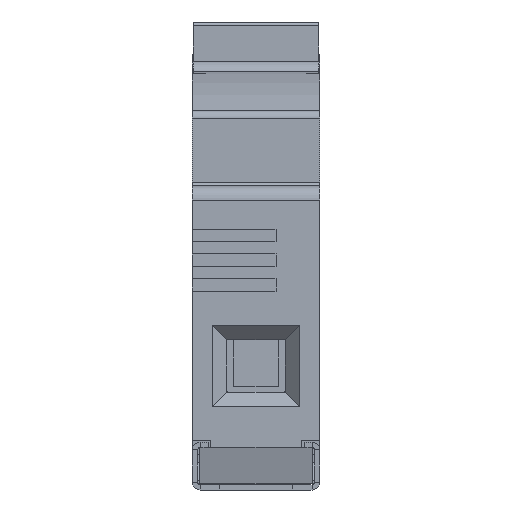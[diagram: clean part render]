
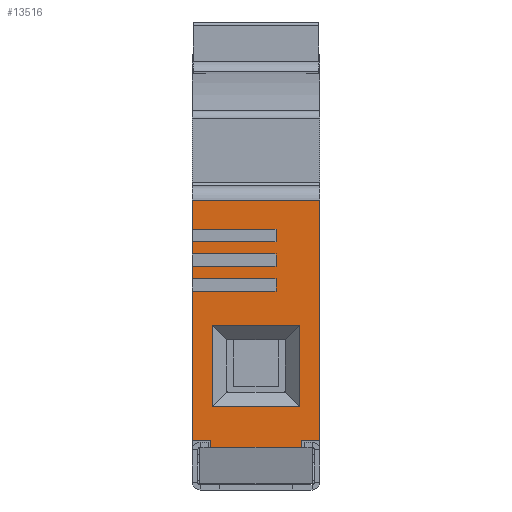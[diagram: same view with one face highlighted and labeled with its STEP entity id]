
A CAD part, front view. The second image highlights one B-rep face of the part: STEP entity #13516.
In plain terms, the highlighted planar face has unit normal (0, -1, 0).
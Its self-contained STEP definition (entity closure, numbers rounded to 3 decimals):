
#2109=DIRECTION('',(0.,0.,1.));
#2110=VECTOR('',#2109,33.);
#2111=CARTESIAN_POINT('',(17.5,-58.2,2.));
#2112=LINE('',#2111,#2110);
#2508=DIRECTION('',(-1.,0.,0.));
#2509=VECTOR('',#2508,2.5);
#2510=CARTESIAN_POINT('',(2.5,-58.2,2.));
#2511=LINE('',#2510,#2509);
#2515=DIRECTION('',(0.,0.,1.));
#2516=VECTOR('',#2515,20.5);
#2517=CARTESIAN_POINT('',(0.,-58.2,2.));
#2518=LINE('',#2517,#2516);
#2522=DIRECTION('',(0.,0.,1.));
#2523=VECTOR('',#2522,1.7);
#2524=CARTESIAN_POINT('',(11.5,-58.2,22.5));
#2525=LINE('',#2524,#2523);
#2529=DIRECTION('',(-1.,0.,0.));
#2530=VECTOR('',#2529,11.5);
#2531=CARTESIAN_POINT('',(11.5,-58.2,24.2));
#2532=LINE('',#2531,#2530);
#2536=DIRECTION('',(0.,0.,1.));
#2537=VECTOR('',#2536,1.7);
#2538=CARTESIAN_POINT('',(0.,-58.2,24.2));
#2539=LINE('',#2538,#2537);
#2543=DIRECTION('',(0.,0.,1.));
#2544=VECTOR('',#2543,1.7);
#2545=CARTESIAN_POINT('',(11.5,-58.2,25.9));
#2546=LINE('',#2545,#2544);
#2550=DIRECTION('',(-1.,0.,0.));
#2551=VECTOR('',#2550,11.5);
#2552=CARTESIAN_POINT('',(11.5,-58.2,27.6));
#2553=LINE('',#2552,#2551);
#2557=DIRECTION('',(0.,0.,1.));
#2558=VECTOR('',#2557,1.7);
#2559=CARTESIAN_POINT('',(0.,-58.2,27.6));
#2560=LINE('',#2559,#2558);
#2564=DIRECTION('',(0.,0.,1.));
#2565=VECTOR('',#2564,1.7);
#2566=CARTESIAN_POINT('',(11.5,-58.2,29.3));
#2567=LINE('',#2566,#2565);
#2571=DIRECTION('',(-1.,0.,0.));
#2572=VECTOR('',#2571,11.5);
#2573=CARTESIAN_POINT('',(11.5,-58.2,31.));
#2574=LINE('',#2573,#2572);
#2578=DIRECTION('',(0.,0.,1.));
#2579=VECTOR('',#2578,4.);
#2580=CARTESIAN_POINT('',(0.,-58.2,31.));
#2581=LINE('',#2580,#2579);
#2585=DIRECTION('',(0.,0.,-1.));
#2586=VECTOR('',#2585,1.);
#2587=CARTESIAN_POINT('',(15.,-58.2,2.));
#2588=LINE('',#2587,#2586);
#2592=DIRECTION('',(-1.,0.,0.));
#2593=VECTOR('',#2592,12.5);
#2594=CARTESIAN_POINT('',(15.,-58.2,1.));
#2595=LINE('',#2594,#2593);
#2599=DIRECTION('',(0.,0.,1.));
#2600=VECTOR('',#2599,11.2);
#2601=CARTESIAN_POINT('',(14.75,-58.2,6.6));
#2602=LINE('',#2601,#2600);
#2606=DIRECTION('',(-1.,0.,0.));
#2607=VECTOR('',#2606,12.);
#2608=CARTESIAN_POINT('',(14.75,-58.2,17.8));
#2609=LINE('',#2608,#2607);
#2613=DIRECTION('',(0.,0.,-1.));
#2614=VECTOR('',#2613,11.2);
#2615=CARTESIAN_POINT('',(2.75,-58.2,17.8));
#2616=LINE('',#2615,#2614);
#2620=DIRECTION('',(1.,0.,0.));
#2621=VECTOR('',#2620,12.);
#2622=CARTESIAN_POINT('',(2.75,-58.2,6.6));
#2623=LINE('',#2622,#2621);
#2627=DIRECTION('',(0.,0.,-1.));
#2628=VECTOR('',#2627,1.);
#2629=CARTESIAN_POINT('',(2.5,-58.2,2.));
#2630=LINE('',#2629,#2628);
#3860=DIRECTION('',(1.,0.,0.));
#3861=VECTOR('',#3860,2.5);
#3862=CARTESIAN_POINT('',(15.,-58.2,2.));
#3863=LINE('',#3862,#3861);
#4866=DIRECTION('',(-1.,0.,0.));
#4867=VECTOR('',#4866,11.5);
#4868=CARTESIAN_POINT('',(11.5,-58.2,22.5));
#4869=LINE('',#4868,#4867);
#4922=DIRECTION('',(-1.,0.,0.));
#4923=VECTOR('',#4922,11.5);
#4924=CARTESIAN_POINT('',(11.5,-58.2,25.9));
#4925=LINE('',#4924,#4923);
#4978=DIRECTION('',(-1.,0.,0.));
#4979=VECTOR('',#4978,11.5);
#4980=CARTESIAN_POINT('',(11.5,-58.2,29.3));
#4981=LINE('',#4980,#4979);
#5034=DIRECTION('',(-1.,0.,0.));
#5035=VECTOR('',#5034,17.5);
#5036=CARTESIAN_POINT('',(17.5,-58.2,35.));
#5037=LINE('',#5036,#5035);
#9983=CARTESIAN_POINT('',(0.,-58.2,35.));
#9984=VERTEX_POINT('',#9983);
#9985=CARTESIAN_POINT('',(0.,-58.2,31.));
#9986=VERTEX_POINT('',#9985);
#9991=CARTESIAN_POINT('',(0.,-58.2,29.3));
#9992=VERTEX_POINT('',#9991);
#9993=CARTESIAN_POINT('',(0.,-58.2,27.6));
#9994=VERTEX_POINT('',#9993);
#9999=CARTESIAN_POINT('',(0.,-58.2,25.9));
#10000=VERTEX_POINT('',#9999);
#10001=CARTESIAN_POINT('',(0.,-58.2,24.2));
#10002=VERTEX_POINT('',#10001);
#10007=CARTESIAN_POINT('',(0.,-58.2,22.5));
#10008=VERTEX_POINT('',#10007);
#10009=CARTESIAN_POINT('',(0.,-58.2,2.));
#10010=VERTEX_POINT('',#10009);
#10222=CARTESIAN_POINT('',(17.5,-58.2,2.));
#10223=VERTEX_POINT('',#10222);
#10224=CARTESIAN_POINT('',(17.5,-58.2,35.));
#10225=VERTEX_POINT('',#10224);
#10274=CARTESIAN_POINT('',(2.5,-58.2,2.));
#10275=VERTEX_POINT('',#10274);
#10276=CARTESIAN_POINT('',(2.5,-58.2,1.));
#10277=VERTEX_POINT('',#10276);
#10278=CARTESIAN_POINT('',(11.5,-58.2,22.5));
#10279=VERTEX_POINT('',#10278);
#10280=CARTESIAN_POINT('',(11.5,-58.2,24.2));
#10281=VERTEX_POINT('',#10280);
#10282=CARTESIAN_POINT('',(11.5,-58.2,25.9));
#10283=VERTEX_POINT('',#10282);
#10284=CARTESIAN_POINT('',(11.5,-58.2,27.6));
#10285=VERTEX_POINT('',#10284);
#10286=CARTESIAN_POINT('',(11.5,-58.2,29.3));
#10287=VERTEX_POINT('',#10286);
#10288=CARTESIAN_POINT('',(11.5,-58.2,31.));
#10289=VERTEX_POINT('',#10288);
#10290=CARTESIAN_POINT('',(15.,-58.2,2.));
#10291=VERTEX_POINT('',#10290);
#10292=CARTESIAN_POINT('',(15.,-58.2,1.));
#10293=VERTEX_POINT('',#10292);
#10294=CARTESIAN_POINT('',(14.75,-58.2,6.6));
#10295=CARTESIAN_POINT('',(14.75,-58.2,17.8));
#10296=VERTEX_POINT('',#10294);
#10297=VERTEX_POINT('',#10295);
#10298=CARTESIAN_POINT('',(2.75,-58.2,17.8));
#10299=VERTEX_POINT('',#10298);
#10300=CARTESIAN_POINT('',(2.75,-58.2,6.6));
#10301=VERTEX_POINT('',#10300);
#13465=CARTESIAN_POINT('',(0.,-58.2,37.));
#13466=DIRECTION('',(0.,-1.,0.));
#13467=DIRECTION('',(0.,0.,-1.));
#13468=AXIS2_PLACEMENT_3D('',#13465,#13466,#13467);
#13469=PLANE('',#13468);
#13471=ORIENTED_EDGE('',*,*,#13470,.F.);
#13472=ORIENTED_EDGE('',*,*,#13457,.T.);
#13473=ORIENTED_EDGE('',*,*,#11646,.T.);
#13475=ORIENTED_EDGE('',*,*,#13474,.F.);
#13477=ORIENTED_EDGE('',*,*,#13476,.T.);
#13479=ORIENTED_EDGE('',*,*,#13478,.T.);
#13480=ORIENTED_EDGE('',*,*,#11638,.T.);
#13482=ORIENTED_EDGE('',*,*,#13481,.F.);
#13484=ORIENTED_EDGE('',*,*,#13483,.T.);
#13486=ORIENTED_EDGE('',*,*,#13485,.T.);
#13487=ORIENTED_EDGE('',*,*,#11630,.T.);
#13489=ORIENTED_EDGE('',*,*,#13488,.F.);
#13491=ORIENTED_EDGE('',*,*,#13490,.T.);
#13493=ORIENTED_EDGE('',*,*,#13492,.T.);
#13494=ORIENTED_EDGE('',*,*,#11622,.T.);
#13496=ORIENTED_EDGE('',*,*,#13495,.F.);
#13497=ORIENTED_EDGE('',*,*,#13151,.F.);
#13499=ORIENTED_EDGE('',*,*,#13498,.F.);
#13501=ORIENTED_EDGE('',*,*,#13500,.T.);
#13503=ORIENTED_EDGE('',*,*,#13502,.T.);
#13504=EDGE_LOOP('',(#13471,#13472,#13473,#13475,#13477,#13479,#13480,#13482,
#13484,#13486,#13487,#13489,#13491,#13493,#13494,#13496,#13497,#13499,#13501,
#13503));
#13505=FACE_OUTER_BOUND('',#13504,.F.);
#13507=ORIENTED_EDGE('',*,*,#13506,.T.);
#13509=ORIENTED_EDGE('',*,*,#13508,.T.);
#13511=ORIENTED_EDGE('',*,*,#13510,.T.);
#13513=ORIENTED_EDGE('',*,*,#13512,.T.);
#13514=EDGE_LOOP('',(#13507,#13509,#13511,#13513));
#13515=FACE_BOUND('',#13514,.F.);
#11622=EDGE_CURVE('',#9986,#9984,#2581,.T.);
#11630=EDGE_CURVE('',#9994,#9992,#2560,.T.);
#11638=EDGE_CURVE('',#10002,#10000,#2539,.T.);
#11646=EDGE_CURVE('',#10010,#10008,#2518,.T.);
#13151=EDGE_CURVE('',#10223,#10225,#2112,.T.);
#13457=EDGE_CURVE('',#10275,#10010,#2511,.T.);
#13470=EDGE_CURVE('',#10275,#10277,#2630,.T.);
#13474=EDGE_CURVE('',#10279,#10008,#4869,.T.);
#13476=EDGE_CURVE('',#10279,#10281,#2525,.T.);
#13478=EDGE_CURVE('',#10281,#10002,#2532,.T.);
#13481=EDGE_CURVE('',#10283,#10000,#4925,.T.);
#13483=EDGE_CURVE('',#10283,#10285,#2546,.T.);
#13485=EDGE_CURVE('',#10285,#9994,#2553,.T.);
#13488=EDGE_CURVE('',#10287,#9992,#4981,.T.);
#13490=EDGE_CURVE('',#10287,#10289,#2567,.T.);
#13492=EDGE_CURVE('',#10289,#9986,#2574,.T.);
#13495=EDGE_CURVE('',#10225,#9984,#5037,.T.);
#13498=EDGE_CURVE('',#10291,#10223,#3863,.T.);
#13500=EDGE_CURVE('',#10291,#10293,#2588,.T.);
#13502=EDGE_CURVE('',#10293,#10277,#2595,.T.);
#13506=EDGE_CURVE('',#10296,#10297,#2602,.T.);
#13508=EDGE_CURVE('',#10297,#10299,#2609,.T.);
#13510=EDGE_CURVE('',#10299,#10301,#2616,.T.);
#13512=EDGE_CURVE('',#10301,#10296,#2623,.T.);
#13516=ADVANCED_FACE('',(#13505,#13515),#13469,.T.);
